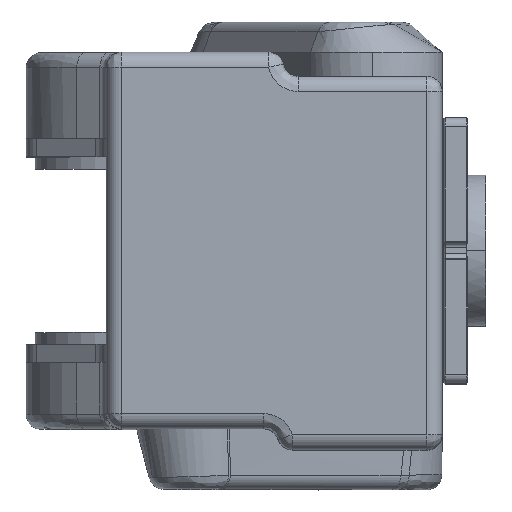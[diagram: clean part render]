
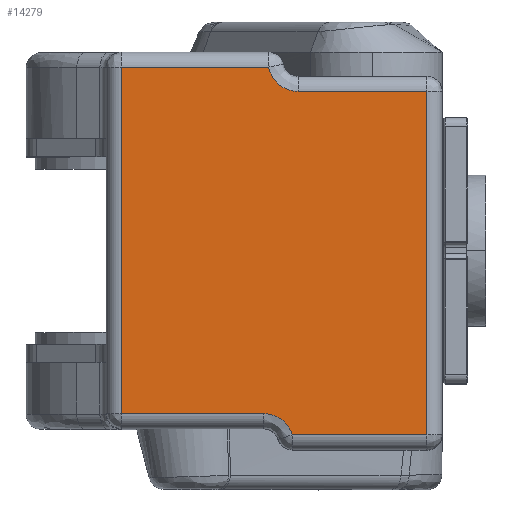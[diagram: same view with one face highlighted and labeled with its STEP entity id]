
A CAD part, top view. The second image highlights one B-rep face of the part: STEP entity #14279.
In plain terms, the highlighted planar face has unit normal (0, 0, 1).
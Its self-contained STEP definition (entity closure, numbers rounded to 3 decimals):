
#7373 = VERTEX_POINT('',#7374);
#7374 = CARTESIAN_POINT('',(-57.826,60.5,76.));
#7687 = VERTEX_POINT('',#7688);
#7688 = CARTESIAN_POINT('',(-49.961,-61.,76.));
#8923 = VERTEX_POINT('',#8924);
#8924 = CARTESIAN_POINT('',(-106.5,60.5,76.));
#9095 = VERTEX_POINT('',#9096);
#9096 = CARTESIAN_POINT('',(-106.5,-54.,76.));
#10265 = EDGE_CURVE('',#8923,#7373,#10266,.T.);
#10266 = LINE('',#10267,#10268);
#10267 = CARTESIAN_POINT('',(-0.5,60.5,76.));
#10268 = VECTOR('',#10269,1.);
#10269 = DIRECTION('',(1.,-0.,0.));
#10287 = VERTEX_POINT('',#10288);
#10288 = CARTESIAN_POINT('',(-59.5,-54.,76.));
#10295 = EDGE_CURVE('',#10287,#9095,#10296,.T.);
#10296 = LINE('',#10297,#10298);
#10297 = CARTESIAN_POINT('',(-0.5,-54.,76.));
#10298 = VECTOR('',#10299,1.);
#10299 = DIRECTION('',(-1.,0.,-0.));
#10312 = EDGE_CURVE('',#7687,#10287,#10313,.T.);
#10313 = ( BOUNDED_CURVE() B_SPLINE_CURVE(3,(#10314,#10315,#10316,#10317
),.UNSPECIFIED.,.F.,.F.) B_SPLINE_CURVE_WITH_KNOTS((4,4),(0.,1.),
.PIECEWISE_BEZIER_KNOTS.) CURVE() GEOMETRIC_REPRESENTATION_ITEM() 
RATIONAL_B_SPLINE_CURVE((1.,0.871,0.871,1.)) 
REPRESENTATION_ITEM('') );
#10314 = CARTESIAN_POINT('',(-49.961,-61.,76.));
#10315 = CARTESIAN_POINT('',(-51.319,-56.679,76.));
#10316 = CARTESIAN_POINT('',(-54.971,-54.,76.));
#10317 = CARTESIAN_POINT('',(-59.5,-54.,76.));
#10340 = VERTEX_POINT('',#10341);
#10341 = CARTESIAN_POINT('',(-5.5,52.5,76.));
#10357 = VERTEX_POINT('',#10358);
#10358 = CARTESIAN_POINT('',(-48.028,52.5,76.));
#10365 = EDGE_CURVE('',#10357,#10340,#10366,.T.);
#10366 = LINE('',#10367,#10368);
#10367 = CARTESIAN_POINT('',(-0.5,52.5,76.));
#10368 = VECTOR('',#10369,1.);
#10369 = DIRECTION('',(1.,-0.,0.));
#10382 = EDGE_CURVE('',#7373,#10357,#10383,.T.);
#10383 = ( BOUNDED_CURVE() B_SPLINE_CURVE(3,(#10384,#10385,#10386,#10387
),.UNSPECIFIED.,.F.,.F.) B_SPLINE_CURVE_WITH_KNOTS((4,4),(0.,1.),
.PIECEWISE_BEZIER_KNOTS.) CURVE() GEOMETRIC_REPRESENTATION_ITEM() 
RATIONAL_B_SPLINE_CURVE((1.,0.85,0.85,1.)) 
REPRESENTATION_ITEM('') );
#10384 = CARTESIAN_POINT('',(-57.826,60.5,76.));
#10385 = CARTESIAN_POINT('',(-56.834,55.638,76.));
#10386 = CARTESIAN_POINT('',(-52.99,52.5,76.));
#10387 = CARTESIAN_POINT('',(-48.028,52.5,76.));
#10485 = VERTEX_POINT('',#10486);
#10486 = CARTESIAN_POINT('',(-5.5,-61.,76.));
#10493 = EDGE_CURVE('',#10485,#7687,#10494,.T.);
#10494 = LINE('',#10495,#10496);
#10495 = CARTESIAN_POINT('',(-0.5,-61.,76.));
#10496 = VECTOR('',#10497,1.);
#10497 = DIRECTION('',(-1.,0.,-0.));
#12756 = EDGE_CURVE('',#9095,#8923,#12757,.T.);
#12757 = LINE('',#12758,#12759);
#12758 = CARTESIAN_POINT('',(-106.5,37.,76.));
#12759 = VECTOR('',#12760,1.);
#12760 = DIRECTION('',(0.,1.,0.));
#14279 = ADVANCED_FACE('',(#14280),#14295,.F.);
#14280 = FACE_BOUND('',#14281,.T.);
#14281 = EDGE_LOOP('',(#14282,#14283,#14284,#14285,#14286,#14287,#14288,
    #14294));
#14282 = ORIENTED_EDGE('',*,*,#10382,.F.);
#14283 = ORIENTED_EDGE('',*,*,#10265,.F.);
#14284 = ORIENTED_EDGE('',*,*,#12756,.F.);
#14285 = ORIENTED_EDGE('',*,*,#10295,.F.);
#14286 = ORIENTED_EDGE('',*,*,#10312,.F.);
#14287 = ORIENTED_EDGE('',*,*,#10493,.F.);
#14288 = ORIENTED_EDGE('',*,*,#14289,.F.);
#14289 = EDGE_CURVE('',#10340,#10485,#14290,.T.);
#14290 = LINE('',#14291,#14292);
#14291 = CARTESIAN_POINT('',(-5.5,37.,76.));
#14292 = VECTOR('',#14293,1.);
#14293 = DIRECTION('',(-0.,-1.,-0.));
#14294 = ORIENTED_EDGE('',*,*,#10365,.F.);
#14295 = PLANE('',#14296);
#14296 = AXIS2_PLACEMENT_3D('',#14297,#14298,#14299);
#14297 = CARTESIAN_POINT('',(-0.5,37.,76.));
#14298 = DIRECTION('',(0.,0.,-1.));
#14299 = DIRECTION('',(-1.,0.,-0.));
